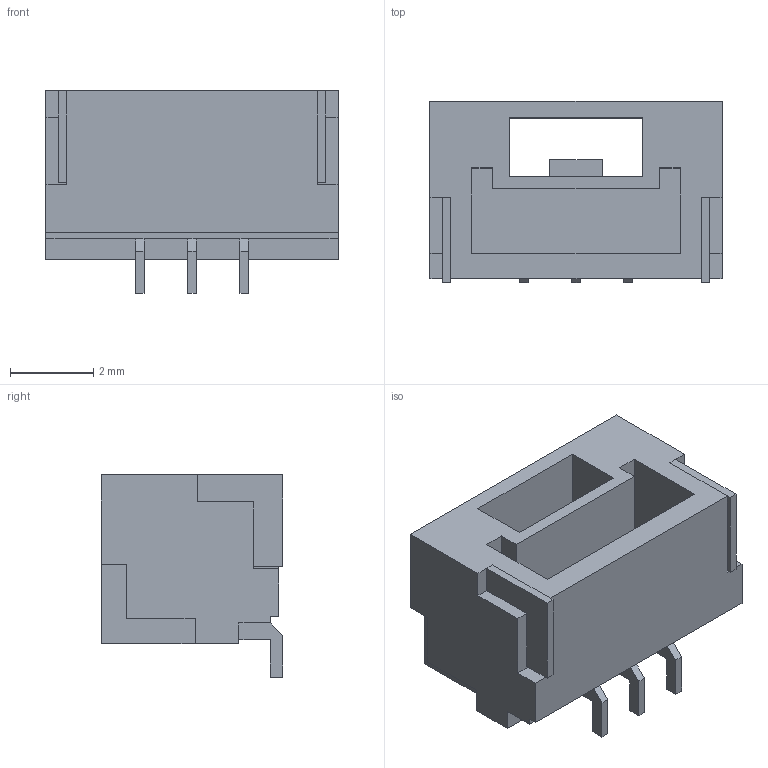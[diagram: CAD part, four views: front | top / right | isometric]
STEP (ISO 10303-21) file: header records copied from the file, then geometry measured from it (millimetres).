
FILE_DESCRIPTION (( 'STEP AP214' ), '1' );
FILE_NAME ('JST SM03B-GHS-TB.STEP', '2015-11-28T06:42:39', ( '' ), ( '' ), 'SwSTEP 2.0', 'SolidWorks 2015', '' );
FILE_SCHEMA (( 'AUTOMOTIVE_DESIGN' ));
Length unit declared in the file: millimetre
Products named in the file (1): JST SM03B-GHS-TB
Bounding box: 7 x 4.35 x 4.85 mm (x, y, z)
Volume: 74.9 mm3; surface area: 225.6 mm2
Topology: 1 solids, 1 shells, 82 faces, 224 edges, 146 vertices
Faces by surface type: plane 82
Entity records: 3468 total; most frequent: CARTESIAN_POINT 453, ORIENTED_EDGE 448, DIRECTION 390, EDGE_CURVE 224, VECTOR 224, LINE 224, VERTEX_POINT 146, EDGE_LOOP 86
